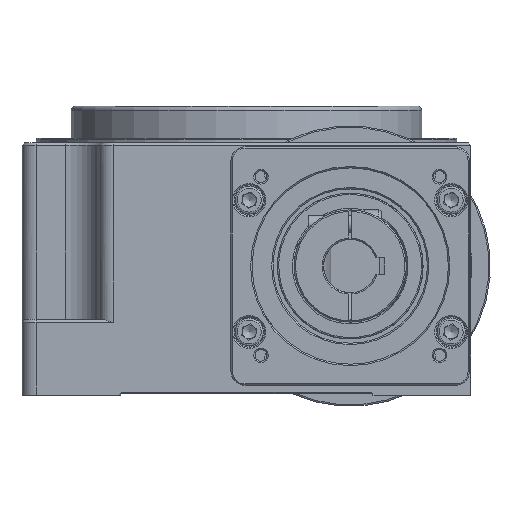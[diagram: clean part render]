
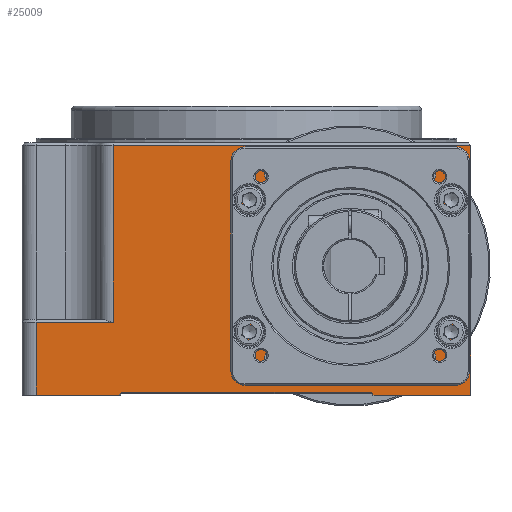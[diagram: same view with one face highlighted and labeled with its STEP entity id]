
A CAD part, front view. The second image highlights one B-rep face of the part: STEP entity #25009.
In plain terms, the highlighted planar face has unit normal (0, -1, 0).
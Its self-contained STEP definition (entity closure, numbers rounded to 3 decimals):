
#265 = VECTOR ( 'NONE', #4318, 1000. ) ;
#322 = PLANE ( 'NONE',  #19073 ) ;
#357 = CARTESIAN_POINT ( 'NONE',  ( 80., -82.5, 0. ) ) ;
#358 = VERTEX_POINT ( 'NONE', #8544 ) ;
#898 = EDGE_CURVE ( 'NONE', #19864, #19864, #7676, .T. ) ;
#998 = CARTESIAN_POINT ( 'NONE',  ( 37., -82.5, 81.5 ) ) ;
#1052 = LINE ( 'NONE', #9229, #1193 ) ;
#1164 = CARTESIAN_POINT ( 'NONE',  ( -45.5, -82.5, 0. ) ) ;
#1193 = VECTOR ( 'NONE', #17381, 1000. ) ;
#1349 = CARTESIAN_POINT ( 'NONE',  ( 45.5, -82.5, 0. ) ) ;
#1539 = CARTESIAN_POINT ( 'NONE',  ( 9., -82.5, 11. ) ) ;
#1657 = CARTESIAN_POINT ( 'NONE',  ( -47.5, -82.5, 89. ) ) ;
#1666 = ORIENTED_EDGE ( 'NONE', *, *, #14287, .F. ) ;
#1813 = CARTESIAN_POINT ( 'NONE',  ( 65., -82.5, 11. ) ) ;
#2041 = ORIENTED_EDGE ( 'NONE', *, *, #15747, .F. ) ;
#2146 = VECTOR ( 'NONE', #25800, 1000. ) ;
#2219 = CIRCLE ( 'NONE', #20589, 2.5 ) ;
#2338 = FACE_BOUND ( 'NONE', #25197, .T. ) ;
#2400 = DIRECTION ( 'NONE',  ( 0., -1., 0. ) ) ;
#2642 = LINE ( 'NONE', #10807, #10205 ) ;
#3026 = EDGE_CURVE ( 'NONE', #26434, #12121, #19497, .T. ) ;
#3276 = VERTEX_POINT ( 'NONE', #357 ) ;
#3613 = AXIS2_PLACEMENT_3D ( 'NONE', #20716, #2400, #10562 ) ;
#3930 = ORIENTED_EDGE ( 'NONE', *, *, #12780, .T. ) ;
#3993 = FACE_BOUND ( 'NONE', #4239, .T. ) ;
#4222 = CARTESIAN_POINT ( 'NONE',  ( 65., -82.5, 76. ) ) ;
#4239 = EDGE_LOOP ( 'NONE', ( #17050 ) ) ;
#4318 = DIRECTION ( 'NONE',  ( -0.707, 0., 0.707 ) ) ;
#4645 = EDGE_CURVE ( 'NONE', #22465, #3276, #9510, .T. ) ;
#5450 = DIRECTION ( 'NONE',  ( 0., 0., -1. ) ) ;
#6225 = DIRECTION ( 'NONE',  ( -1., 0., 0. ) ) ;
#6388 = CARTESIAN_POINT ( 'NONE',  ( -75., -82.5, 26. ) ) ;
#6514 = CARTESIAN_POINT ( 'NONE',  ( 65., -82.5, 13.5 ) ) ;
#6825 = VECTOR ( 'NONE', #9829, 1000. ) ;
#7141 = ORIENTED_EDGE ( 'NONE', *, *, #11069, .T. ) ;
#7259 = EDGE_LOOP ( 'NONE', ( #17082 ) ) ;
#7460 = AXIS2_PLACEMENT_3D ( 'NONE', #15604, #23746, #5450 ) ;
#7547 = DIRECTION ( 'NONE',  ( 0., 0., -1. ) ) ;
#7676 = CIRCLE ( 'NONE', #22622, 2.5 ) ;
#7863 = EDGE_LOOP ( 'NONE', ( #17265, #9662, #9469, #3930, #19093, #11137, #15763, #14631, #24198, #7141 ) ) ;
#8506 = CARTESIAN_POINT ( 'NONE',  ( -80., -82.5, 90. ) ) ;
#8544 = CARTESIAN_POINT ( 'NONE',  ( 9., -82.5, 76. ) ) ;
#8831 = EDGE_CURVE ( 'NONE', #358, #358, #15136, .T. ) ;
#9185 = LINE ( 'NONE', #17332, #14043 ) ;
#9229 = CARTESIAN_POINT ( 'NONE',  ( -80., -82.5, 0. ) ) ;
#9302 = CARTESIAN_POINT ( 'NONE',  ( -47.5, -82.5, 89. ) ) ;
#9348 = DIRECTION ( 'NONE',  ( -0.707, 0., -0.707 ) ) ;
#9382 = AXIS2_PLACEMENT_3D ( 'NONE', #9426, #17583, #25726 ) ;
#9426 = CARTESIAN_POINT ( 'NONE',  ( 37., -82.5, 46. ) ) ;
#9469 = ORIENTED_EDGE ( 'NONE', *, *, #10501, .T. ) ;
#9510 = LINE ( 'NONE', #17658, #2146 ) ;
#9662 = ORIENTED_EDGE ( 'NONE', *, *, #23857, .T. ) ;
#9727 = LINE ( 'NONE', #17881, #16570 ) ;
#9757 = LINE ( 'NONE', #17912, #13118 ) ;
#9829 = DIRECTION ( 'NONE',  ( -1., 0., 0. ) ) ;
#10205 = VECTOR ( 'NONE', #18950, 1000. ) ;
#10239 = LINE ( 'NONE', #24517, #16048 ) ;
#10501 = EDGE_CURVE ( 'NONE', #15909, #17122, #9185, .T. ) ;
#10507 = FACE_OUTER_BOUND ( 'NONE', #7863, .T. ) ;
#10562 = DIRECTION ( 'NONE',  ( 0., 0., -1. ) ) ;
#10807 = CARTESIAN_POINT ( 'NONE',  ( -80., -82.5, 0. ) ) ;
#10979 = EDGE_CURVE ( 'NONE', #19336, #19336, #20901, .T. ) ;
#11069 = EDGE_CURVE ( 'NONE', #22465, #17985, #19973, .T. ) ;
#11137 = ORIENTED_EDGE ( 'NONE', *, *, #20973, .T. ) ;
#11843 = VECTOR ( 'NONE', #9348, 1000. ) ;
#12121 = VERTEX_POINT ( 'NONE', #19084 ) ;
#12516 = FACE_BOUND ( 'NONE', #17681, .T. ) ;
#12780 = EDGE_CURVE ( 'NONE', #17122, #12121, #2642, .T. ) ;
#13118 = VECTOR ( 'NONE', #26069, 1000. ) ;
#13271 = EDGE_LOOP ( 'NONE', ( #22396 ) ) ;
#13327 = CARTESIAN_POINT ( 'NONE',  ( -44.5, -82.5, 1. ) ) ;
#14043 = VECTOR ( 'NONE', #25480, 1000. ) ;
#14287 = EDGE_CURVE ( 'NONE', #20136, #20136, #2219, .T. ) ;
#14467 = LINE ( 'NONE', #22631, #265 ) ;
#14631 = ORIENTED_EDGE ( 'NONE', *, *, #22060, .T. ) ;
#14655 = DIRECTION ( 'NONE',  ( 0., -1., 0. ) ) ;
#15136 = CIRCLE ( 'NONE', #3613, 2.5 ) ;
#15604 = CARTESIAN_POINT ( 'NONE',  ( 65., -82.5, 78.5 ) ) ;
#15747 = EDGE_CURVE ( 'NONE', #22539, #22539, #18984, .T. ) ;
#15763 = ORIENTED_EDGE ( 'NONE', *, *, #17504, .F. ) ;
#15909 = VERTEX_POINT ( 'NONE', #6388 ) ;
#16048 = VECTOR ( 'NONE', #6225, 1000. ) ;
#16570 = VECTOR ( 'NONE', #26041, 1000. ) ;
#16659 = DIRECTION ( 'NONE',  ( 0., 1., 0. ) ) ;
#17050 = ORIENTED_EDGE ( 'NONE', *, *, #898, .F. ) ;
#17082 = ORIENTED_EDGE ( 'NONE', *, *, #10979, .T. ) ;
#17122 = VERTEX_POINT ( 'NONE', #24388 ) ;
#17265 = ORIENTED_EDGE ( 'NONE', *, *, #21414, .T. ) ;
#17332 = CARTESIAN_POINT ( 'NONE',  ( -75., -82.5, 90. ) ) ;
#17381 = DIRECTION ( 'NONE',  ( 1., 0., 0. ) ) ;
#17504 = EDGE_CURVE ( 'NONE', #19353, #25671, #14467, .T. ) ;
#17583 = DIRECTION ( 'NONE',  ( 0., 1., 0. ) ) ;
#17658 = CARTESIAN_POINT ( 'NONE',  ( 80., -82.5, 90. ) ) ;
#17681 = EDGE_LOOP ( 'NONE', ( #1666 ) ) ;
#17711 = CARTESIAN_POINT ( 'NONE',  ( 9., -82.5, 13.5 ) ) ;
#17786 = CARTESIAN_POINT ( 'NONE',  ( 44.5, -82.5, 1. ) ) ;
#17881 = CARTESIAN_POINT ( 'NONE',  ( -47.5, -82.5, 90. ) ) ;
#17912 = CARTESIAN_POINT ( 'NONE',  ( 45., -82.5, 1. ) ) ;
#17985 = VERTEX_POINT ( 'NONE', #9302 ) ;
#18027 = CARTESIAN_POINT ( 'NONE',  ( 80., -82.5, 89. ) ) ;
#18658 = FACE_BOUND ( 'NONE', #13271, .T. ) ;
#18950 = DIRECTION ( 'NONE',  ( 1., 0., 0. ) ) ;
#18984 = CIRCLE ( 'NONE', #7460, 2.5 ) ;
#19073 = AXIS2_PLACEMENT_3D ( 'NONE', #8506, #16659, #24796 ) ;
#19084 = CARTESIAN_POINT ( 'NONE',  ( -45.5, -82.5, 0. ) ) ;
#19093 = ORIENTED_EDGE ( 'NONE', *, *, #3026, .F. ) ;
#19336 = VERTEX_POINT ( 'NONE', #998 ) ;
#19353 = VERTEX_POINT ( 'NONE', #1349 ) ;
#19497 = LINE ( 'NONE', #1164, #11843 ) ;
#19864 = VERTEX_POINT ( 'NONE', #1539 ) ;
#19973 = LINE ( 'NONE', #1657, #6825 ) ;
#20136 = VERTEX_POINT ( 'NONE', #1813 ) ;
#20175 = CARTESIAN_POINT ( 'NONE',  ( -47.5, -82.5, 26. ) ) ;
#20589 = AXIS2_PLACEMENT_3D ( 'NONE', #6514, #14655, #22811 ) ;
#20660 = FACE_BOUND ( 'NONE', #7259, .T. ) ;
#20716 = CARTESIAN_POINT ( 'NONE',  ( 9., -82.5, 78.5 ) ) ;
#20901 = CIRCLE ( 'NONE', #9382, 35.5 ) ;
#20973 = EDGE_CURVE ( 'NONE', #26434, #25671, #9757, .T. ) ;
#21414 = EDGE_CURVE ( 'NONE', #17985, #26178, #9727, .T. ) ;
#22060 = EDGE_CURVE ( 'NONE', #19353, #3276, #1052, .T. ) ;
#22396 = ORIENTED_EDGE ( 'NONE', *, *, #8831, .F. ) ;
#22465 = VERTEX_POINT ( 'NONE', #18027 ) ;
#22539 = VERTEX_POINT ( 'NONE', #4222 ) ;
#22622 = AXIS2_PLACEMENT_3D ( 'NONE', #17711, #25861, #7547 ) ;
#22631 = CARTESIAN_POINT ( 'NONE',  ( 44.5, -82.5, 1. ) ) ;
#22811 = DIRECTION ( 'NONE',  ( 0., 0., -1. ) ) ;
#23746 = DIRECTION ( 'NONE',  ( 0., -1., 0. ) ) ;
#23857 = EDGE_CURVE ( 'NONE', #26178, #15909, #10239, .T. ) ;
#24198 = ORIENTED_EDGE ( 'NONE', *, *, #4645, .F. ) ;
#24388 = CARTESIAN_POINT ( 'NONE',  ( -75., -82.5, 0. ) ) ;
#24517 = CARTESIAN_POINT ( 'NONE',  ( -75., -82.5, 26. ) ) ;
#24796 = DIRECTION ( 'NONE',  ( 0., 0., 1. ) ) ;
#25009 = ADVANCED_FACE ( 'NONE', ( #3993, #12516, #20660, #2338, #10507, #18658 ), #322, .F. ) ;
#25197 = EDGE_LOOP ( 'NONE', ( #2041 ) ) ;
#25480 = DIRECTION ( 'NONE',  ( 0., 0., -1. ) ) ;
#25671 = VERTEX_POINT ( 'NONE', #17786 ) ;
#25726 = DIRECTION ( 'NONE',  ( 0., 0., 1. ) ) ;
#25800 = DIRECTION ( 'NONE',  ( 0., 0., -1. ) ) ;
#25861 = DIRECTION ( 'NONE',  ( 0., -1., 0. ) ) ;
#26041 = DIRECTION ( 'NONE',  ( 0., 0., -1. ) ) ;
#26069 = DIRECTION ( 'NONE',  ( 1., 0., 0. ) ) ;
#26178 = VERTEX_POINT ( 'NONE', #20175 ) ;
#26434 = VERTEX_POINT ( 'NONE', #13327 ) ;
